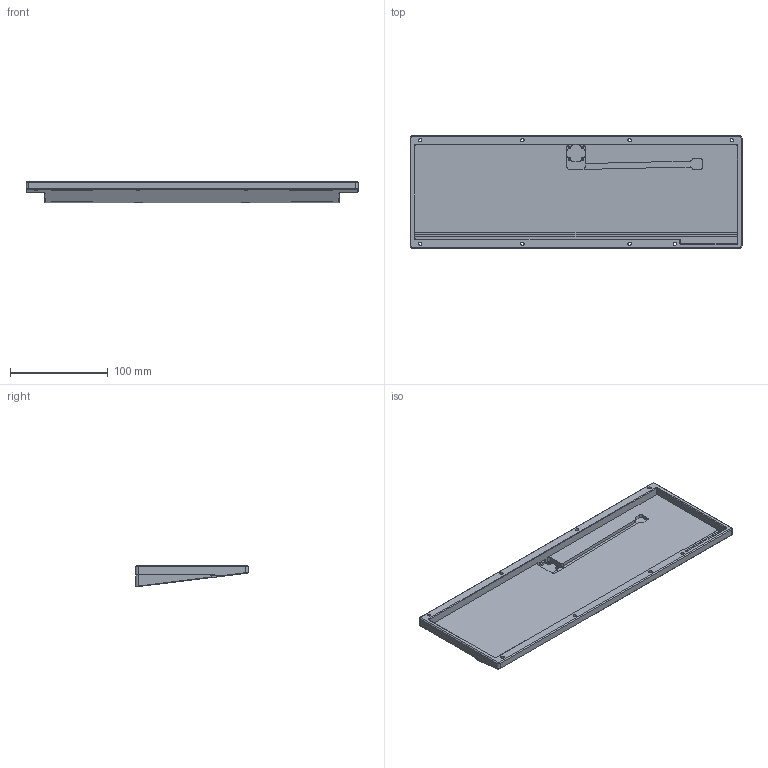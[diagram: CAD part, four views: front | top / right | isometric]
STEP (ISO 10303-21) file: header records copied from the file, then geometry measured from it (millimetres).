
FILE_DESCRIPTION(/* description */ ('STEP AP242','CAx-IF Rec.Pracs.---Representation and Presentation of Product Manufacturing Information (PMI)---4.0---2014-10-13','CAx-IF Rec.Pracs.---3D Tessellated Geometry---0.4---2014-09-14','2;1'),/* implementation_level */ '2;1');
FILE_NAME(/* name */ '623bbf6760de9a43e1091cb9',/* time_stamp */ '2022-03-24T00:46:31+00:00',/* author */ (''),/* organization */ (''),/* preprocessor_version */ 'ST-DEVELOPER v18.101',/* originating_system */ ' ',/* authorisation */ ' ');
FILE_SCHEMA (('AP242_MANAGED_MODEL_BASED_3D_ENGINEERING_MIM_LF { 1 0 10303 442 1 1 4 }'));
Length unit declared in the file: metre
Products named in the file (1): Case Bottom
Bounding box: 339.09 x 115.25 x 22.07 mm (x, y, z)
Volume: 286328.5 mm3; surface area: 100939 mm2
Topology: 1 solids, 1 shells, 236 faces, 601 edges, 381 vertices
Faces by surface type: plane 111, cylinder 83, cone 32, bspline 10
Full cylindrical faces by diameter (mm): 1.6 x4, 3.4 x8, 6.5 x8
Entity records: 7449 total; most frequent: CARTESIAN_POINT 1857, DIRECTION 1161, ORIENTED_EDGE 1104, EDGE_CURVE 552, AXIS2_PLACEMENT_3D 412, VERTEX_POINT 368, LINE 337, VECTOR 337
